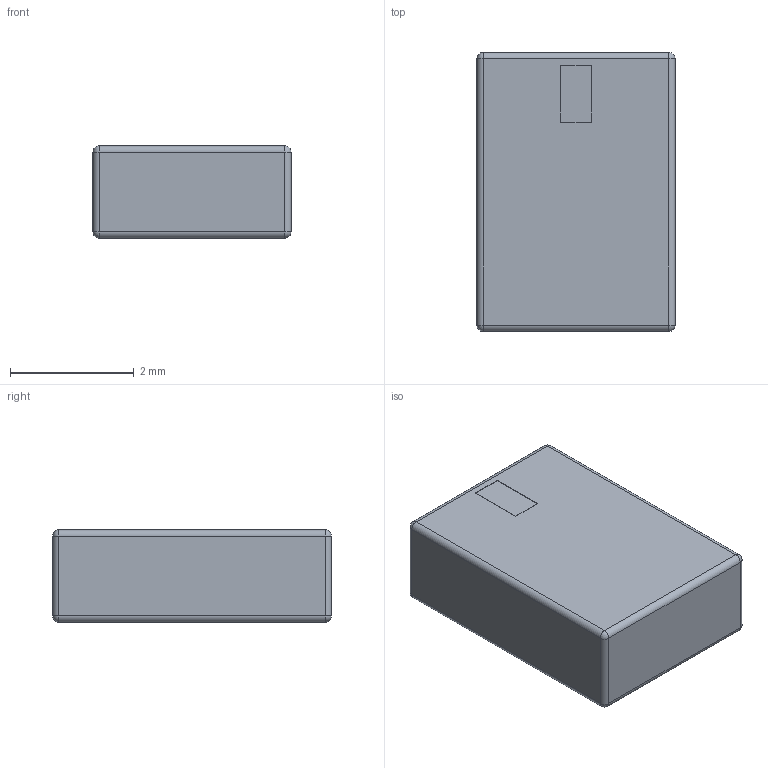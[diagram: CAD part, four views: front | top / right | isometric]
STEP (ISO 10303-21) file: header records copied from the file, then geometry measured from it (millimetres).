
FILE_DESCRIPTION(/* description */ ('Unknown'),/* implementation_level */ '2;1');
FILE_NAME(/* name */ 'NM1812C-3',/* time_stamp */ '2023-04-12T15:08:47+02:00',/* author */ ('Unknown'),/* organization */ ('Unknown'),/* preprocessor_version */ 'ST-DEVELOPER v18.102',/* originating_system */ 'Solid Edge',/* authorisation */ 'Unknown');
FILE_SCHEMA (('AUTOMOTIVE_DESIGN {1 0 10303 214 3 1 1}'));
Length unit declared in the file: millimetre
Products named in the file (1): NM1812C-3
Bounding box: 3.2 x 4.5 x 1.49 mm (x, y, z)
Volume: 21.4 mm3; surface area: 50.4 mm2
Topology: 1 solids, 1 shells, 39 faces, 80 edges, 40 vertices
Faces by surface type: cylinder 16, plane 15, sphere 8
Full cylindrical faces by diameter (mm): 0.3 x2, 0.7 x2
Entity records: 1223 total; most frequent: DIRECTION 180, CARTESIAN_POINT 148, ORIENTED_EDGE 136, AXIS2_PLACEMENT_3D 72, EDGE_CURVE 68, EDGE_LOOP 48, FACE_BOUND 48, VERTEX_POINT 40
